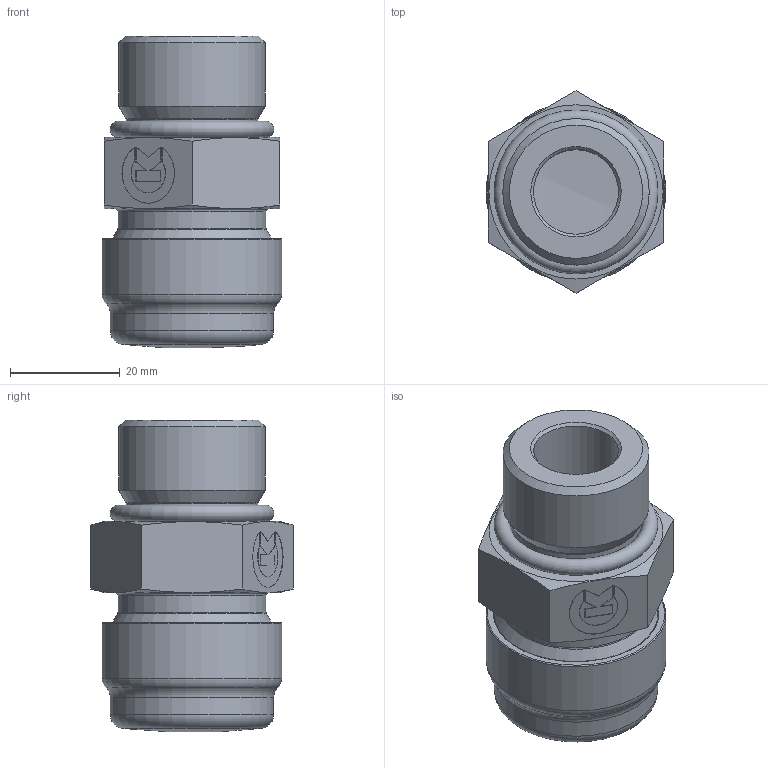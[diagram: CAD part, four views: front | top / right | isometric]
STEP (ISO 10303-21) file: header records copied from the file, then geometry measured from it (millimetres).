
FILE_DESCRIPTION((''),'2;1');
FILE_NAME('200601719.stp','2014-07-21T16:33:02',(''),('KNOMI spol. s r. o.'),'Autodesk Inventor 2012','Autodesk Inventor 2012','');
FILE_SCHEMA(('AUTOMOTIVE_DESIGN { 1 2 10303 214 0 1 1 1 }'));
Length unit declared in the file: millimetre
Products named in the file (5): PHOF -12 1 1/16-12 / 1 3/16-12; 200611719; 601877017890; 606234729590; 62912820
Assembly tree (4 placements, depth 2):
  PHOF -12 1 1/16-12 / 1 3/16-12
    200611719
    601877017890
    606234729590
    62912820
Bounding box: 32.77 x 36.95 x 56.93 mm (x, y, z)
Volume: 27532.5 mm3; surface area: 14452.7 mm2
Topology: 4 solids, 4 shells, 92 faces, 204 edges, 125 vertices
Faces by surface type: plane 43, torus 18, cylinder 15, cone 14, sphere 2
Full cylindrical faces by diameter (mm): 15.5 x1, 17.47 x1, 22.17 x1, 24 x1, 26.73 x1, 26.85 x1, 27 x1, 29.85 x3, 32.85 x1
Entity records: 2568 total; most frequent: CARTESIAN_POINT 425, DIRECTION 410, ORIENTED_EDGE 332, EDGE_CURVE 166, AXIS2_PLACEMENT_3D 161, EDGE_LOOP 138, VERTEX_POINT 122, STYLED_ITEM 96
